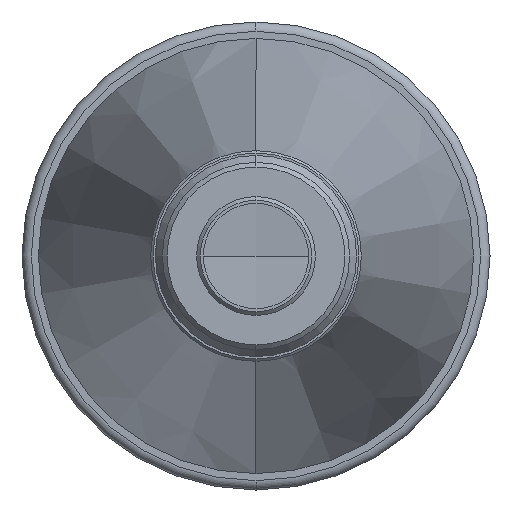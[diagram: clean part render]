
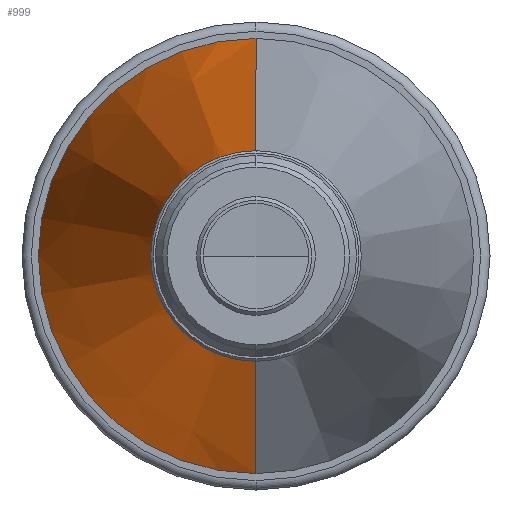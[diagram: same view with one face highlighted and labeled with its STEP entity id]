
A CAD part, left-side view. The second image highlights one B-rep face of the part: STEP entity #999.
In plain terms, the highlighted conical face has half-angle 13.46 degrees and reference radius 46.5 mm.
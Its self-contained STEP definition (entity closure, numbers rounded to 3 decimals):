
#135 = ORIENTED_EDGE ( 'NONE', *, *, #418, .T. ) ;
#137 = CARTESIAN_POINT ( 'NONE',  ( 178.771, 0., 0. ) ) ;
#225 = VERTEX_POINT ( 'NONE', #1702 ) ;
#257 = CARTESIAN_POINT ( 'NONE',  ( 65.753, 0., 19.449 ) ) ;
#418 = EDGE_CURVE ( 'NONE', #3859, #3353, #608, .T. ) ;
#608 = LINE ( 'NONE', #1440, #2529 ) ;
#767 = EDGE_CURVE ( 'NONE', #225, #1193, #1724, .T. ) ;
#780 = AXIS2_PLACEMENT_3D ( 'NONE', #3100, #783, #3493 ) ;
#783 = DIRECTION ( 'NONE',  ( 1., 0., 0. ) ) ;
#797 = DIRECTION ( 'NONE',  ( 0.973, 0., -0.233 ) ) ;
#840 = AXIS2_PLACEMENT_3D ( 'NONE', #137, #1305, #1321 ) ;
#870 = CIRCLE ( 'NONE', #2568, 46.5 ) ;
#999 = ADVANCED_FACE ( 'NONE', ( #1235 ), #4525, .T. ) ;
#1193 = VERTEX_POINT ( 'NONE', #4884 ) ;
#1235 = FACE_OUTER_BOUND ( 'NONE', #2810, .T. ) ;
#1305 = DIRECTION ( 'NONE',  ( 1., 0., 0. ) ) ;
#1321 = DIRECTION ( 'NONE',  ( 0., 0., -1. ) ) ;
#1440 = CARTESIAN_POINT ( 'NONE',  ( 178.771, 0., 46.5 ) ) ;
#1462 = CARTESIAN_POINT ( 'NONE',  ( 178.771, 0., 46.5 ) ) ;
#1702 = CARTESIAN_POINT ( 'NONE',  ( 65.753, 0., -19.449 ) ) ;
#1724 = LINE ( 'NONE', #2718, #2494 ) ;
#1816 = EDGE_CURVE ( 'NONE', #225, #3859, #4807, .T. ) ;
#1902 = DIRECTION ( 'NONE',  ( -1., 0., 0. ) ) ;
#2416 = EDGE_CURVE ( 'NONE', #3353, #1193, #870, .T. ) ;
#2494 = VECTOR ( 'NONE', #797, 1000. ) ;
#2529 = VECTOR ( 'NONE', #2971, 1000. ) ;
#2568 = AXIS2_PLACEMENT_3D ( 'NONE', #4236, #1902, #4623 ) ;
#2646 = ORIENTED_EDGE ( 'NONE', *, *, #1816, .T. ) ;
#2718 = CARTESIAN_POINT ( 'NONE',  ( 178.771, 0., -46.5 ) ) ;
#2810 = EDGE_LOOP ( 'NONE', ( #2646, #135, #4430, #3061 ) ) ;
#2971 = DIRECTION ( 'NONE',  ( 0.973, 0., 0.233 ) ) ;
#3061 = ORIENTED_EDGE ( 'NONE', *, *, #767, .F. ) ;
#3100 = CARTESIAN_POINT ( 'NONE',  ( 65.753, 0., 0. ) ) ;
#3353 = VERTEX_POINT ( 'NONE', #1462 ) ;
#3493 = DIRECTION ( 'NONE',  ( 0., 0., -1. ) ) ;
#3859 = VERTEX_POINT ( 'NONE', #257 ) ;
#4236 = CARTESIAN_POINT ( 'NONE',  ( 178.771, 0., 0. ) ) ;
#4430 = ORIENTED_EDGE ( 'NONE', *, *, #2416, .T. ) ;
#4525 = CONICAL_SURFACE ( 'NONE', #840, 46.5, 0.235 ) ;
#4623 = DIRECTION ( 'NONE',  ( 0., 0., 1. ) ) ;
#4807 = CIRCLE ( 'NONE', #780, 19.449 ) ;
#4884 = CARTESIAN_POINT ( 'NONE',  ( 178.771, 0., -46.5 ) ) ;
